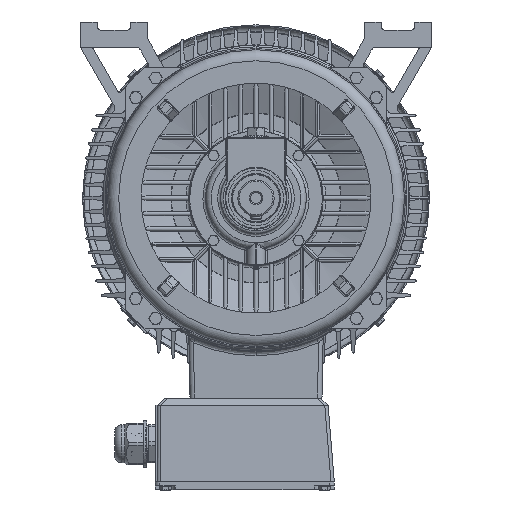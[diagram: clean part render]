
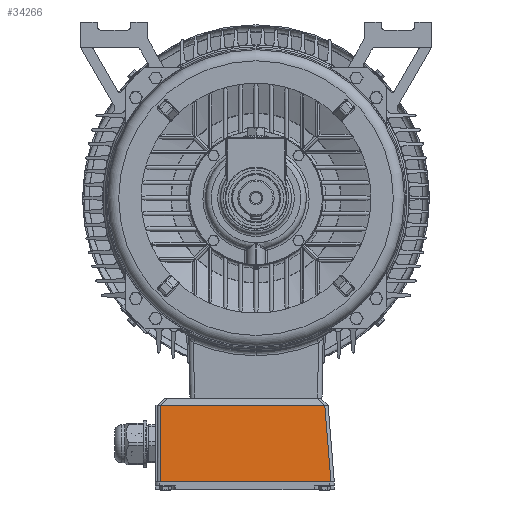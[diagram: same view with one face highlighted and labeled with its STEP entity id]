
A CAD part, left-side view. The second image highlights one B-rep face of the part: STEP entity #34266.
In plain terms, the highlighted planar face has unit normal (-0.999, 0, 0.051).
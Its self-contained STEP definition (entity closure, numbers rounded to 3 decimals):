
#183=(
BOUNDED_CURVE()
B_SPLINE_CURVE(3,(#166857,#166858,#166859,#166860),.UNSPECIFIED.,.F.,.F.)
B_SPLINE_CURVE_WITH_KNOTS((4,4),(0.,1.),.UNSPECIFIED.)
CURVE()
GEOMETRIC_REPRESENTATION_ITEM()
RATIONAL_B_SPLINE_CURVE((1.,1.,1.,1.))
REPRESENTATION_ITEM('')
);
#3433=FACE_OUTER_BOUND('',#43036,.T.);
#7410=PLANE('',#108409);
#15016=LINE('',#166811,#24784);
#15026=LINE('',#166855,#24794);
#15027=LINE('',#166862,#24795);
#15028=LINE('',#166864,#24796);
#15029=LINE('',#166866,#24797);
#24784=VECTOR('',#122873,1.);
#24794=VECTOR('',#122887,1.);
#24795=VECTOR('',#122888,1.);
#24796=VECTOR('',#122889,1.);
#24797=VECTOR('',#122890,1.);
#34266=ADVANCED_FACE('',(#3433),#7410,.T.);
#43036=EDGE_LOOP('',(#59719,#59720,#59721,#59722,#59723,#59724));
#59719=ORIENTED_EDGE('',*,*,#93223,.T.);
#59720=ORIENTED_EDGE('',*,*,#93224,.T.);
#59721=ORIENTED_EDGE('',*,*,#93225,.F.);
#59722=ORIENTED_EDGE('',*,*,#93226,.F.);
#59723=ORIENTED_EDGE('',*,*,#93227,.T.);
#59724=ORIENTED_EDGE('',*,*,#93208,.F.);
#81359=VERTEX_POINT('',#166812);
#81360=VERTEX_POINT('',#166813);
#81371=VERTEX_POINT('',#166856);
#81372=VERTEX_POINT('',#166861);
#81373=VERTEX_POINT('',#166863);
#81374=VERTEX_POINT('',#166865);
#93208=EDGE_CURVE('',#81359,#81360,#15016,.T.);
#93223=EDGE_CURVE('',#81359,#81371,#15026,.T.);
#93224=EDGE_CURVE('',#81371,#81372,#183,.T.);
#93225=EDGE_CURVE('',#81373,#81372,#15027,.T.);
#93226=EDGE_CURVE('',#81374,#81373,#15028,.T.);
#93227=EDGE_CURVE('',#81374,#81360,#15029,.T.);
#108409=AXIS2_PLACEMENT_3D('',#166867,#122891,#122892);
#122873=DIRECTION('',(0.,1.,0.));
#122887=DIRECTION('',(0.051,0.08,0.996));
#122888=DIRECTION('',(0.,-1.,0.));
#122889=DIRECTION('',(0.,-1.,0.));
#122890=DIRECTION('',(-0.051,0.,-0.999));
#122891=DIRECTION('',(-0.999,0.,0.051));
#122892=DIRECTION('',(0.051,0.,0.999));
#166811=CARTESIAN_POINT('',(-5.583,507.783,-835.283));
#166812=CARTESIAN_POINT('',(-5.583,193.777,-835.283));
#166813=CARTESIAN_POINT('',(-5.583,498.783,-835.283));
#166855=CARTESIAN_POINT('',(1.393,204.739,-698.76));
#166856=CARTESIAN_POINT('',(1.417,204.777,-698.283));
#166857=CARTESIAN_POINT('',(1.417,204.777,-698.283));
#166858=CARTESIAN_POINT('',(1.417,204.783,-698.283));
#166859=CARTESIAN_POINT('',(1.417,204.788,-698.283));
#166860=CARTESIAN_POINT('',(1.417,204.793,-698.283));
#166861=CARTESIAN_POINT('',(1.417,204.793,-698.283));
#166862=CARTESIAN_POINT('',(1.417,508.783,-698.283));
#166863=CARTESIAN_POINT('',(1.417,498.772,-698.283));
#166864=CARTESIAN_POINT('',(1.417,508.783,-698.283));
#166865=CARTESIAN_POINT('',(1.417,498.783,-698.283));
#166866=CARTESIAN_POINT('',(-5.583,498.783,-835.283));
#166867=CARTESIAN_POINT('',(-5.583,508.783,-835.283));
